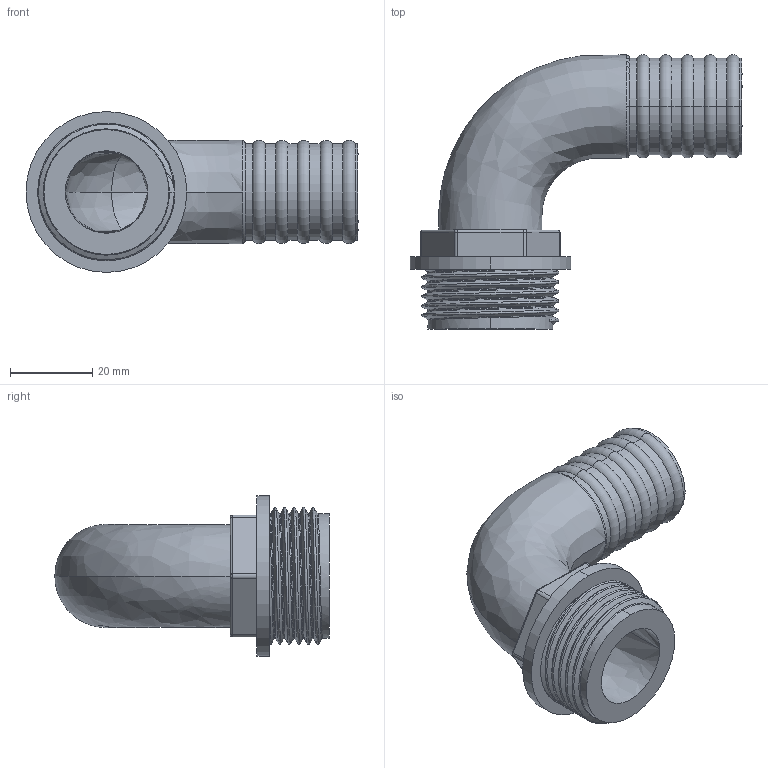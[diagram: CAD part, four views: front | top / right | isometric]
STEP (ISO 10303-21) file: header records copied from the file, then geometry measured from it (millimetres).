
FILE_DESCRIPTION (( 'STEP AP203' ), '1' );
FILE_NAME ('00131_0725.STEP', '2017-05-09T14:54:41', ( '' ), ( '' ), 'SwSTEP 2.0', 'SolidWorks 2011', '' );
FILE_SCHEMA (( 'CONFIG_CONTROL_DESIGN' ));
Length unit declared in the file: millimetre
Products named in the file (1): 00131_0725
Bounding box: 80.5 x 66.5 x 39 mm (x, y, z)
Volume: 27893.9 mm3; surface area: 17698.4 mm2
Topology: 1 solids, 1 shells, 85 faces, 220 edges, 140 vertices
Faces by surface type: cylinder 38, torus 21, bspline 13, plane 11, cone 2
Entity records: 7727 total; most frequent: CARTESIAN_POINT 5688, ORIENTED_EDGE 440, DIRECTION 396, EDGE_CURVE 220, AXIS2_PLACEMENT_3D 169, VERTEX_POINT 140, CIRCLE 96, EDGE_LOOP 90
